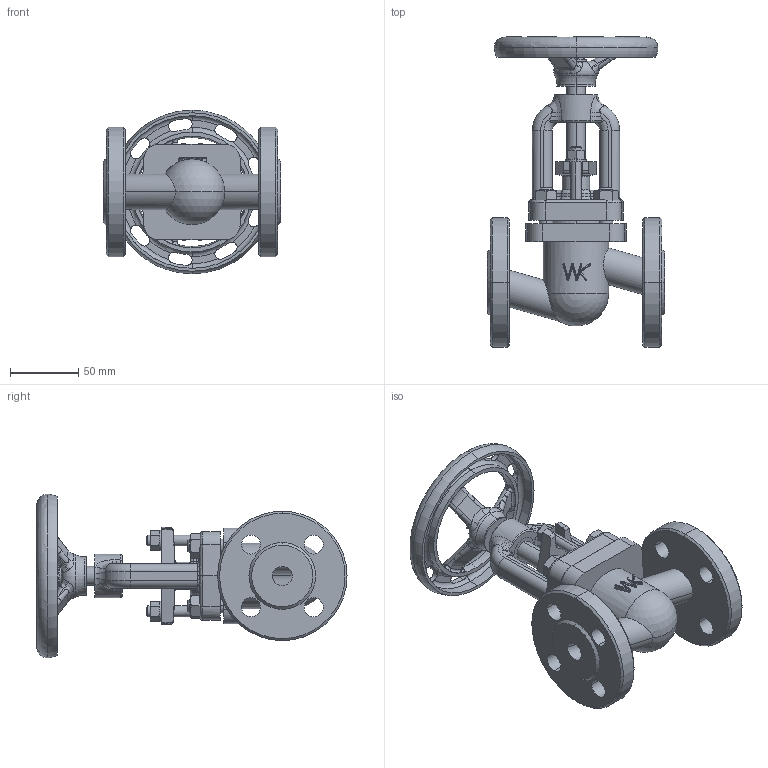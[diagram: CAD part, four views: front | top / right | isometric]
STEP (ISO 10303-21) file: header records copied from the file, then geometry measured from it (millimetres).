
FILE_DESCRIPTION (( 'STEP AP214' ), '1' );
FILE_NAME ('218 DN15 .STEP', '2015-05-29T09:36:42', ( '' ), ( '' ), 'SwSTEP 2.0', 'SolidWorks 2015', '' );
FILE_SCHEMA (( 'AUTOMOTIVE_DESIGN' ));
Length unit declared in the file: millimetre
Products named in the file (1): 218 DN15 
Bounding box: 130 x 227.5 x 120 mm (x, y, z)
Volume: 588536.8 mm3; surface area: 124400 mm2
Topology: 1 solids, 1 shells, 668 faces, 1741 edges, 1042 vertices
Faces by surface type: cylinder 228, plane 166, bspline 143, cone 58, torus 54, sphere 19
Entity records: 32257 total; most frequent: CARTESIAN_POINT 12538, ORIENTED_EDGE 3408, DIRECTION 2883, EDGE_CURVE 1704, AXIS2_PLACEMENT_3D 1213, VERTEX_POINT 1040, EDGE_LOOP 726, CIRCLE 687
